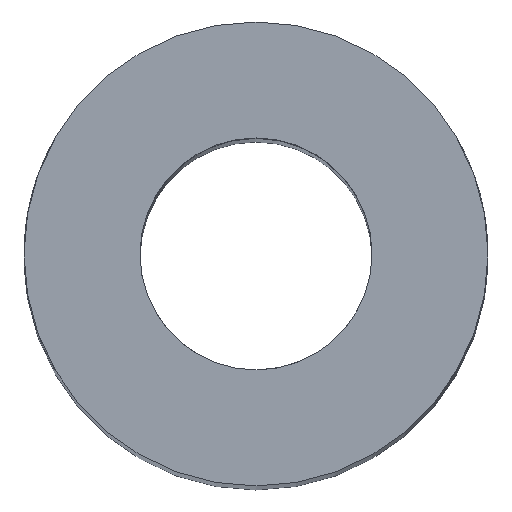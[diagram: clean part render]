
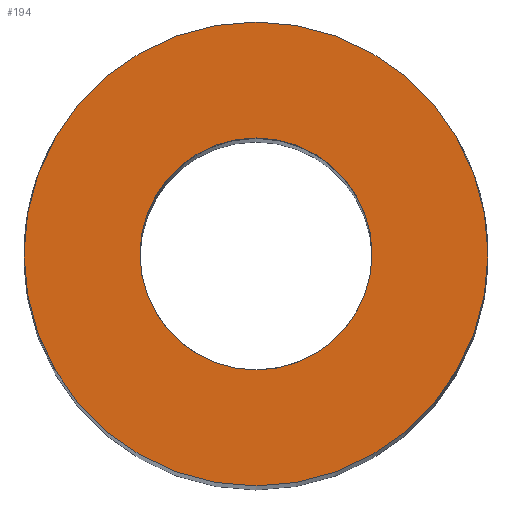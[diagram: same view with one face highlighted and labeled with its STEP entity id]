
A CAD part, top view. The second image highlights one B-rep face of the part: STEP entity #194.
In plain terms, the highlighted planar face has unit normal (0, 0, 1).
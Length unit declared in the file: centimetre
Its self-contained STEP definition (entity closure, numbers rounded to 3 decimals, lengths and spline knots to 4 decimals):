
#20 = DIRECTION ( 'NONE',  ( 1., 0., 0. ) ) ;
#25 = EDGE_CURVE ( 'NONE', #585, #469, #33, .T. ) ;
#26 = CIRCLE ( 'NONE', #176, 0.75 ) ;
#33 = CIRCLE ( 'NONE', #358, 1.5 ) ;
#82 = ORIENTED_EDGE ( 'NONE', *, *, #25, .T. ) ;
#94 = ORIENTED_EDGE ( 'NONE', *, *, #527, .T. ) ;
#96 = ORIENTED_EDGE ( 'NONE', *, *, #432, .F. ) ;
#107 = ORIENTED_EDGE ( 'NONE', *, *, #431, .F. ) ;
#118 = CARTESIAN_POINT ( 'NONE',  ( 0., 0., 15. ) ) ;
#165 = DIRECTION ( 'NONE',  ( 1., 0., 0. ) ) ;
#176 = AXIS2_PLACEMENT_3D ( 'NONE', #184, #510, #235 ) ;
#184 = CARTESIAN_POINT ( 'NONE',  ( 0., 0., 15. ) ) ;
#194 = ADVANCED_FACE ( 'NONE', ( #356, #609 ), #542, .T. ) ;
#200 = VERTEX_POINT ( 'NONE', #482 ) ;
#210 = AXIS2_PLACEMENT_3D ( 'NONE', #605, #321, #20 ) ;
#235 = DIRECTION ( 'NONE',  ( 1., 0., 0. ) ) ;
#246 = AXIS2_PLACEMENT_3D ( 'NONE', #118, #445, #165 ) ;
#268 = CARTESIAN_POINT ( 'NONE',  ( 0., 0., 15. ) ) ;
#288 = AXIS2_PLACEMENT_3D ( 'NONE', #268, #590, #312 ) ;
#295 = CARTESIAN_POINT ( 'NONE',  ( 0., 0., 15. ) ) ;
#301 = CIRCLE ( 'NONE', #210, 0.75 ) ;
#312 = DIRECTION ( 'NONE',  ( 1., 0., 0. ) ) ;
#321 = DIRECTION ( 'NONE',  ( 0., 0., 1. ) ) ;
#337 = DIRECTION ( 'NONE',  ( 1., 0., 0. ) ) ;
#355 = CARTESIAN_POINT ( 'NONE',  ( -1.5, 0., 15. ) ) ;
#356 = FACE_OUTER_BOUND ( 'NONE', #556, .T. ) ;
#358 = AXIS2_PLACEMENT_3D ( 'NONE', #295, #618, #337 ) ;
#407 = CARTESIAN_POINT ( 'NONE',  ( -0.75, 0., 15. ) ) ;
#431 = EDGE_CURVE ( 'NONE', #200, #604, #26, .T. ) ;
#432 = EDGE_CURVE ( 'NONE', #604, #200, #301, .T. ) ;
#445 = DIRECTION ( 'NONE',  ( 0., 0., 1. ) ) ;
#469 = VERTEX_POINT ( 'NONE', #548 ) ;
#482 = CARTESIAN_POINT ( 'NONE',  ( 0.75, 0., 15. ) ) ;
#510 = DIRECTION ( 'NONE',  ( 0., 0., 1. ) ) ;
#516 = CIRCLE ( 'NONE', #246, 1.5 ) ;
#527 = EDGE_CURVE ( 'NONE', #469, #585, #516, .T. ) ;
#532 = EDGE_LOOP ( 'NONE', ( #96, #107 ) ) ;
#542 = PLANE ( 'NONE',  #288 ) ;
#548 = CARTESIAN_POINT ( 'NONE',  ( 1.5, 0., 15. ) ) ;
#556 = EDGE_LOOP ( 'NONE', ( #82, #94 ) ) ;
#585 = VERTEX_POINT ( 'NONE', #355 ) ;
#590 = DIRECTION ( 'NONE',  ( 0., 0., 1. ) ) ;
#604 = VERTEX_POINT ( 'NONE', #407 ) ;
#605 = CARTESIAN_POINT ( 'NONE',  ( 0., 0., 15. ) ) ;
#609 = FACE_BOUND ( 'NONE', #532, .T. ) ;
#618 = DIRECTION ( 'NONE',  ( 0., 0., 1. ) ) ;
